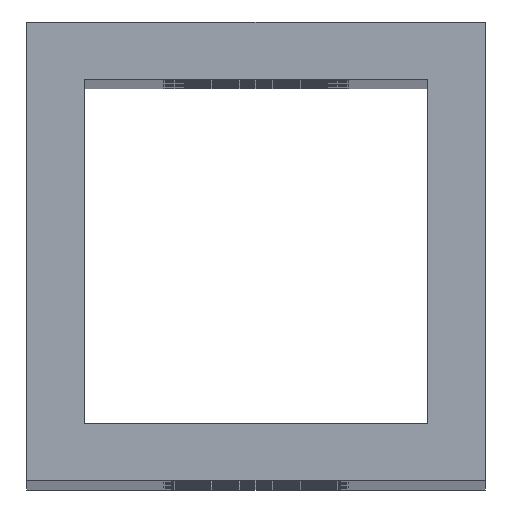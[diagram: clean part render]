
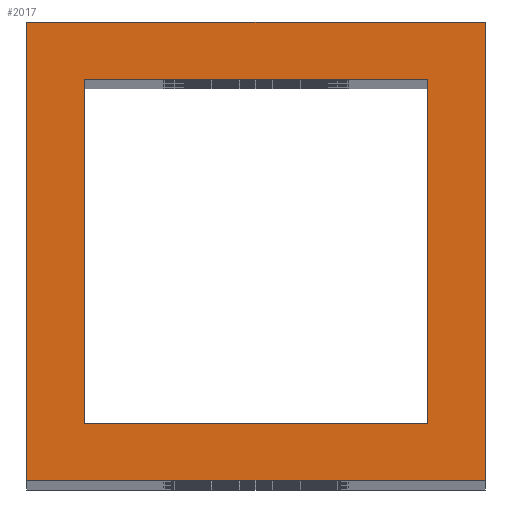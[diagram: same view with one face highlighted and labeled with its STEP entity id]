
A CAD part, top view. The second image highlights one B-rep face of the part: STEP entity #2017.
In plain terms, the highlighted planar face has unit normal (0, 0, 1).
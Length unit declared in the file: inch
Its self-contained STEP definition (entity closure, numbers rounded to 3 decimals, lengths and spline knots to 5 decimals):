
#146 = VECTOR ( 'NONE', #555, 39.37008 ) ;
#233 = CARTESIAN_POINT ( 'NONE',  ( 0.0625, 0.4375, 6. ) ) ;
#254 = CARTESIAN_POINT ( 'NONE',  ( 0.5, 0.5, 6. ) ) ;
#314 = CARTESIAN_POINT ( 'NONE',  ( 0.5, 0., 6. ) ) ;
#388 = CARTESIAN_POINT ( 'NONE',  ( 0.0625, 0.4375, 6. ) ) ;
#459 = DIRECTION ( 'NONE',  ( -1., 0., 0. ) ) ;
#464 = CARTESIAN_POINT ( 'NONE',  ( 0.4375, 0.0625, 6. ) ) ;
#525 = LINE ( 'NONE', #1437, #3477 ) ;
#555 = DIRECTION ( 'NONE',  ( 1., 0., 0. ) ) ;
#559 = DIRECTION ( 'NONE',  ( 0., 1., 0. ) ) ;
#582 = ORIENTED_EDGE ( 'NONE', *, *, #1686, .F. ) ;
#604 = VERTEX_POINT ( 'NONE', #314 ) ;
#674 = DIRECTION ( 'NONE',  ( 1., 0., 0. ) ) ;
#707 = ORIENTED_EDGE ( 'NONE', *, *, #1896, .T. ) ;
#878 = FACE_OUTER_BOUND ( 'NONE', #1737, .T. ) ;
#918 = LINE ( 'NONE', #2479, #2101 ) ;
#951 = AXIS2_PLACEMENT_3D ( 'NONE', #3139, #1328, #459 ) ;
#1042 = DIRECTION ( 'NONE',  ( 0., -1., 0. ) ) ;
#1077 = CARTESIAN_POINT ( 'NONE',  ( 0.4375, 0.4375, 6. ) ) ;
#1098 = VERTEX_POINT ( 'NONE', #464 ) ;
#1132 = VECTOR ( 'NONE', #674, 39.37008 ) ;
#1135 = DIRECTION ( 'NONE',  ( 0., -1., 0. ) ) ;
#1210 = VECTOR ( 'NONE', #1868, 39.37008 ) ;
#1328 = DIRECTION ( 'NONE',  ( 0., 0., -1. ) ) ;
#1344 = EDGE_CURVE ( 'NONE', #2801, #1098, #2752, .T. ) ;
#1437 = CARTESIAN_POINT ( 'NONE',  ( 0., 0., 6. ) ) ;
#1442 = LINE ( 'NONE', #2392, #3223 ) ;
#1686 = EDGE_CURVE ( 'NONE', #2994, #2801, #2519, .T. ) ;
#1737 = EDGE_LOOP ( 'NONE', ( #707, #3310, #1901, #3907 ) ) ;
#1802 = CARTESIAN_POINT ( 'NONE',  ( 0., 0., 6. ) ) ;
#1803 = EDGE_CURVE ( 'NONE', #1098, #2319, #2578, .T. ) ;
#1868 = DIRECTION ( 'NONE',  ( -1., 0., 0. ) ) ;
#1896 = EDGE_CURVE ( 'NONE', #3024, #2303, #525, .T. ) ;
#1901 = ORIENTED_EDGE ( 'NONE', *, *, #3834, .T. ) ;
#1983 = EDGE_CURVE ( 'NONE', #2614, #3024, #2802, .T. ) ;
#2017 = ADVANCED_FACE ( 'NONE', ( #878, #2086 ), #3292, .F. ) ;
#2086 = FACE_BOUND ( 'NONE', #2865, .T. ) ;
#2101 = VECTOR ( 'NONE', #3691, 39.37008 ) ;
#2303 = VERTEX_POINT ( 'NONE', #1802 ) ;
#2319 = VERTEX_POINT ( 'NONE', #3342 ) ;
#2392 = CARTESIAN_POINT ( 'NONE',  ( 0.5, 0., 6. ) ) ;
#2479 = CARTESIAN_POINT ( 'NONE',  ( 0.0625, 0.4375, 6. ) ) ;
#2493 = CARTESIAN_POINT ( 'NONE',  ( 0., 0.5, 6. ) ) ;
#2506 = ORIENTED_EDGE ( 'NONE', *, *, #1803, .F. ) ;
#2519 = LINE ( 'NONE', #388, #2967 ) ;
#2578 = LINE ( 'NONE', #1077, #2815 ) ;
#2614 = VERTEX_POINT ( 'NONE', #254 ) ;
#2752 = LINE ( 'NONE', #3720, #1132 ) ;
#2801 = VERTEX_POINT ( 'NONE', #3360 ) ;
#2802 = LINE ( 'NONE', #2493, #1210 ) ;
#2815 = VECTOR ( 'NONE', #559, 39.37008 ) ;
#2854 = ORIENTED_EDGE ( 'NONE', *, *, #3111, .F. ) ;
#2865 = EDGE_LOOP ( 'NONE', ( #582, #2854, #2506, #3007 ) ) ;
#2950 = CARTESIAN_POINT ( 'NONE',  ( 0., 0., 6. ) ) ;
#2956 = CARTESIAN_POINT ( 'NONE',  ( 0., 0.5, 6. ) ) ;
#2967 = VECTOR ( 'NONE', #1042, 39.37008 ) ;
#2994 = VERTEX_POINT ( 'NONE', #233 ) ;
#3007 = ORIENTED_EDGE ( 'NONE', *, *, #1344, .F. ) ;
#3024 = VERTEX_POINT ( 'NONE', #2956 ) ;
#3111 = EDGE_CURVE ( 'NONE', #2319, #2994, #918, .T. ) ;
#3139 = CARTESIAN_POINT ( 'NONE',  ( 0., 0., 6. ) ) ;
#3223 = VECTOR ( 'NONE', #3240, 39.37008 ) ;
#3224 = LINE ( 'NONE', #2950, #146 ) ;
#3240 = DIRECTION ( 'NONE',  ( 0., 1., 0. ) ) ;
#3292 = PLANE ( 'NONE',  #951 ) ;
#3310 = ORIENTED_EDGE ( 'NONE', *, *, #3406, .T. ) ;
#3342 = CARTESIAN_POINT ( 'NONE',  ( 0.4375, 0.4375, 6. ) ) ;
#3360 = CARTESIAN_POINT ( 'NONE',  ( 0.0625, 0.0625, 6. ) ) ;
#3406 = EDGE_CURVE ( 'NONE', #2303, #604, #3224, .T. ) ;
#3477 = VECTOR ( 'NONE', #1135, 39.37008 ) ;
#3691 = DIRECTION ( 'NONE',  ( -1., 0., 0. ) ) ;
#3720 = CARTESIAN_POINT ( 'NONE',  ( 0.0625, 0.0625, 6. ) ) ;
#3834 = EDGE_CURVE ( 'NONE', #604, #2614, #1442, .T. ) ;
#3907 = ORIENTED_EDGE ( 'NONE', *, *, #1983, .T. ) ;
